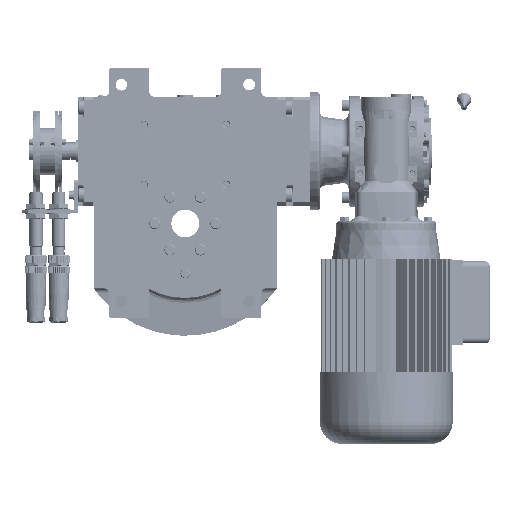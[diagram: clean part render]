
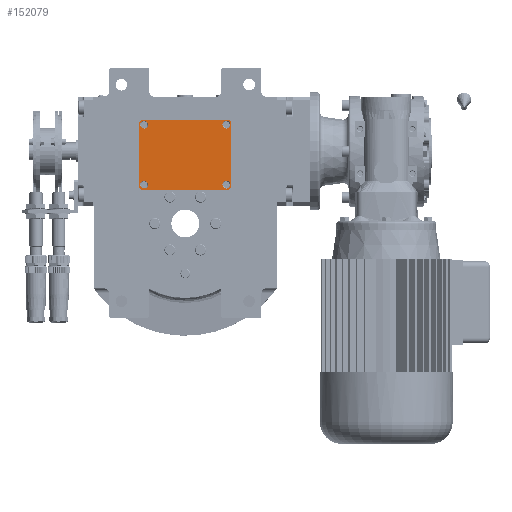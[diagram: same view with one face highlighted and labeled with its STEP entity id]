
A CAD part, front view. The second image highlights one B-rep face of the part: STEP entity #152079.
In plain terms, the highlighted face is planar.
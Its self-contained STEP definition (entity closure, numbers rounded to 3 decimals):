
#609 = FACE_BOUND ( 'NONE', #122082, .T. ) ;
#675 = VERTEX_POINT ( 'NONE', #91104 ) ;
#2228 = LINE ( 'NONE', #152915, #119643 ) ;
#2229 = EDGE_CURVE ( 'NONE', #22505, #87173, #70357, .T. ) ;
#2491 = EDGE_LOOP ( 'NONE', ( #13838, #123815 ) ) ;
#2672 = LINE ( 'NONE', #163103, #124174 ) ;
#3371 = EDGE_CURVE ( 'NONE', #675, #4197, #2672, .T. ) ;
#3724 = LINE ( 'NONE', #99758, #108491 ) ;
#4028 = CARTESIAN_POINT ( 'NONE',  ( -37., 27., 3. ) ) ;
#4144 = ORIENTED_EDGE ( 'NONE', *, *, #13720, .F. ) ;
#4197 = VERTEX_POINT ( 'NONE', #91829 ) ;
#9512 = EDGE_CURVE ( 'NONE', #165771, #156486, #172524, .T. ) ;
#9754 = CIRCLE ( 'NONE', #108266, 3.5 ) ;
#10785 = AXIS2_PLACEMENT_3D ( 'NONE', #162746, #133706, #42042 ) ;
#10933 = VERTEX_POINT ( 'NONE', #145573 ) ;
#11396 = CARTESIAN_POINT ( 'NONE',  ( 39.5, 31.5, 3. ) ) ;
#11523 = VECTOR ( 'NONE', #47592, 1000. ) ;
#12301 = DIRECTION ( 'NONE',  ( 0., 0., 1. ) ) ;
#13462 = ORIENTED_EDGE ( 'NONE', *, *, #59661, .T. ) ;
#13720 = EDGE_CURVE ( 'NONE', #10933, #20317, #99823, .T. ) ;
#13838 = ORIENTED_EDGE ( 'NONE', *, *, #9512, .F. ) ;
#16075 = DIRECTION ( 'NONE',  ( -1., 0., 0. ) ) ;
#18781 = VERTEX_POINT ( 'NONE', #20936 ) ;
#19501 = CARTESIAN_POINT ( 'NONE',  ( -40.5, 27., 3. ) ) ;
#20205 = AXIS2_PLACEMENT_3D ( 'NONE', #4028, #163597, #81660 ) ;
#20317 = VERTEX_POINT ( 'NONE', #72736 ) ;
#20608 = AXIS2_PLACEMENT_3D ( 'NONE', #32392, #72933, #167196 ) ;
#20840 = EDGE_CURVE ( 'NONE', #20317, #10933, #53438, .T. ) ;
#20936 = CARTESIAN_POINT ( 'NONE',  ( 39.5, 31.5, 3. ) ) ;
#22122 = EDGE_CURVE ( 'NONE', #82842, #101544, #44971, .T. ) ;
#22505 = VERTEX_POINT ( 'NONE', #142528 ) ;
#23773 = LINE ( 'NONE', #11396, #135059 ) ;
#26976 = ORIENTED_EDGE ( 'NONE', *, *, #115037, .T. ) ;
#27408 = CARTESIAN_POINT ( 'NONE',  ( -39.5, 31.5, 3. ) ) ;
#29157 = DIRECTION ( 'NONE',  ( 0., -1., 0. ) ) ;
#32392 = CARTESIAN_POINT ( 'NONE',  ( 37., -27., 3. ) ) ;
#32739 = ORIENTED_EDGE ( 'NONE', *, *, #168162, .T. ) ;
#32985 = DIRECTION ( 'NONE',  ( 0.707, -0.707, 0. ) ) ;
#33671 = VERTEX_POINT ( 'NONE', #19501 ) ;
#36143 = CARTESIAN_POINT ( 'NONE',  ( -37., 27., 3. ) ) ;
#37921 = AXIS2_PLACEMENT_3D ( 'NONE', #81769, #54481, #111690 ) ;
#38044 = DIRECTION ( 'NONE',  ( 1., 0., 0. ) ) ;
#39149 = EDGE_CURVE ( 'NONE', #18781, #131625, #23773, .T. ) ;
#39921 = CARTESIAN_POINT ( 'NONE',  ( 37., -27., 3. ) ) ;
#40639 = EDGE_CURVE ( 'NONE', #159387, #33671, #107527, .T. ) ;
#41174 = FACE_BOUND ( 'NONE', #88924, .T. ) ;
#41588 = DIRECTION ( 'NONE',  ( 0., 0., 1. ) ) ;
#42042 = DIRECTION ( 'NONE',  ( 1., 0., 0. ) ) ;
#42231 = ORIENTED_EDGE ( 'NONE', *, *, #96306, .T. ) ;
#42912 = FACE_OUTER_BOUND ( 'NONE', #137662, .T. ) ;
#44971 = LINE ( 'NONE', #99559, #11523 ) ;
#47592 = DIRECTION ( 'NONE',  ( 1., 0., 0. ) ) ;
#48395 = CARTESIAN_POINT ( 'NONE',  ( 40.5, -27., 3. ) ) ;
#52015 = EDGE_CURVE ( 'NONE', #4197, #82842, #126381, .T. ) ;
#53438 = CIRCLE ( 'NONE', #104020, 3.5 ) ;
#54481 = DIRECTION ( 'NONE',  ( 0., 0., 1. ) ) ;
#54487 = ORIENTED_EDGE ( 'NONE', *, *, #20840, .F. ) ;
#55049 = EDGE_LOOP ( 'NONE', ( #107726, #139875 ) ) ;
#55255 = FACE_BOUND ( 'NONE', #55049, .T. ) ;
#55664 = CARTESIAN_POINT ( 'NONE',  ( 37., 27., 3. ) ) ;
#55866 = EDGE_CURVE ( 'NONE', #156486, #165771, #9754, .T. ) ;
#56351 = ORIENTED_EDGE ( 'NONE', *, *, #52015, .T. ) ;
#59661 = EDGE_CURVE ( 'NONE', #131625, #675, #148137, .T. ) ;
#62603 = CARTESIAN_POINT ( 'NONE',  ( 37., 27., 3. ) ) ;
#63297 = VERTEX_POINT ( 'NONE', #144777 ) ;
#65994 = EDGE_CURVE ( 'NONE', #33671, #159387, #122203, .T. ) ;
#66134 = AXIS2_PLACEMENT_3D ( 'NONE', #62603, #170090, #156901 ) ;
#66201 = CARTESIAN_POINT ( 'NONE',  ( -37., -27., 3. ) ) ;
#66992 = ORIENTED_EDGE ( 'NONE', *, *, #65994, .F. ) ;
#67954 = CARTESIAN_POINT ( 'NONE',  ( 41.5, 29.5, 3. ) ) ;
#70357 = CIRCLE ( 'NONE', #76049, 3.5 ) ;
#72736 = CARTESIAN_POINT ( 'NONE',  ( 40.5, 27., 3. ) ) ;
#72933 = DIRECTION ( 'NONE',  ( 0., 0., 1. ) ) ;
#75793 = DIRECTION ( 'NONE',  ( -0.707, 0.707, 0. ) ) ;
#76049 = AXIS2_PLACEMENT_3D ( 'NONE', #66201, #118226, #38044 ) ;
#79279 = DIRECTION ( 'NONE',  ( -1., 0., 0. ) ) ;
#81140 = DIRECTION ( 'NONE',  ( -0.707, -0.707, 0. ) ) ;
#81660 = DIRECTION ( 'NONE',  ( 1., 0., 0. ) ) ;
#81769 = CARTESIAN_POINT ( 'NONE',  ( -37., -27., 3. ) ) ;
#82243 = VECTOR ( 'NONE', #32985, 1000. ) ;
#82842 = VERTEX_POINT ( 'NONE', #152973 ) ;
#87173 = VERTEX_POINT ( 'NONE', #110524 ) ;
#88924 = EDGE_LOOP ( 'NONE', ( #133399, #66992 ) ) ;
#91104 = CARTESIAN_POINT ( 'NONE',  ( -41.5, 29.5, 3. ) ) ;
#91829 = CARTESIAN_POINT ( 'NONE',  ( -41.5, -29.5, 3. ) ) ;
#94897 = FACE_BOUND ( 'NONE', #2491, .T. ) ;
#96306 = EDGE_CURVE ( 'NONE', #169241, #18781, #142767, .T. ) ;
#99559 = CARTESIAN_POINT ( 'NONE',  ( -39.5, -31.5, 3. ) ) ;
#99758 = CARTESIAN_POINT ( 'NONE',  ( 41.5, -29.5, 3. ) ) ;
#99823 = CIRCLE ( 'NONE', #66134, 3.5 ) ;
#101544 = VERTEX_POINT ( 'NONE', #155263 ) ;
#104020 = AXIS2_PLACEMENT_3D ( 'NONE', #55664, #41588, #109409 ) ;
#107527 = CIRCLE ( 'NONE', #20205, 3.5 ) ;
#107726 = ORIENTED_EDGE ( 'NONE', *, *, #2229, .F. ) ;
#108142 = PLANE ( 'NONE',  #10785 ) ;
#108266 = AXIS2_PLACEMENT_3D ( 'NONE', #39921, #135049, #16075 ) ;
#108491 = VECTOR ( 'NONE', #127057, 1000. ) ;
#109409 = DIRECTION ( 'NONE',  ( 1., 0., 0. ) ) ;
#110524 = CARTESIAN_POINT ( 'NONE',  ( -40.5, -27., 3. ) ) ;
#110848 = CARTESIAN_POINT ( 'NONE',  ( -39.5, 31.5, 3. ) ) ;
#111182 = CARTESIAN_POINT ( 'NONE',  ( 33.5, -27., 3. ) ) ;
#111690 = DIRECTION ( 'NONE',  ( -1., 0., 0. ) ) ;
#112626 = ORIENTED_EDGE ( 'NONE', *, *, #22122, .T. ) ;
#115037 = EDGE_CURVE ( 'NONE', #101544, #63297, #2228, .T. ) ;
#118226 = DIRECTION ( 'NONE',  ( 0., 0., 1. ) ) ;
#119643 = VECTOR ( 'NONE', #163519, 1000. ) ;
#122082 = EDGE_LOOP ( 'NONE', ( #54487, #4144 ) ) ;
#122203 = CIRCLE ( 'NONE', #150286, 3.5 ) ;
#123314 = VECTOR ( 'NONE', #81140, 1000. ) ;
#123815 = ORIENTED_EDGE ( 'NONE', *, *, #55866, .F. ) ;
#124174 = VECTOR ( 'NONE', #29157, 1000. ) ;
#126381 = LINE ( 'NONE', #153745, #82243 ) ;
#127057 = DIRECTION ( 'NONE',  ( 0., 1., 0. ) ) ;
#131625 = VERTEX_POINT ( 'NONE', #110848 ) ;
#133399 = ORIENTED_EDGE ( 'NONE', *, *, #40639, .F. ) ;
#133706 = DIRECTION ( 'NONE',  ( 0., 0., 1. ) ) ;
#135049 = DIRECTION ( 'NONE',  ( 0., 0., 1. ) ) ;
#135059 = VECTOR ( 'NONE', #147982, 1000. ) ;
#137662 = EDGE_LOOP ( 'NONE', ( #32739, #42231, #139373, #13462, #162001, #56351, #112626, #26976 ) ) ;
#139373 = ORIENTED_EDGE ( 'NONE', *, *, #39149, .T. ) ;
#139875 = ORIENTED_EDGE ( 'NONE', *, *, #167165, .F. ) ;
#142528 = CARTESIAN_POINT ( 'NONE',  ( -33.5, -27., 3. ) ) ;
#142767 = LINE ( 'NONE', #146268, #174056 ) ;
#144777 = CARTESIAN_POINT ( 'NONE',  ( 41.5, -29.5, 3. ) ) ;
#144861 = CIRCLE ( 'NONE', #37921, 3.5 ) ;
#145573 = CARTESIAN_POINT ( 'NONE',  ( 33.5, 27., 3. ) ) ;
#146268 = CARTESIAN_POINT ( 'NONE',  ( 41.5, 29.5, 3. ) ) ;
#147982 = DIRECTION ( 'NONE',  ( -1., 0., 0. ) ) ;
#148137 = LINE ( 'NONE', #27408, #123314 ) ;
#150286 = AXIS2_PLACEMENT_3D ( 'NONE', #36143, #12301, #79279 ) ;
#152079 = ADVANCED_FACE ( 'NONE', ( #42912, #609, #41174, #94897, #55255 ), #108142, .T. ) ;
#152915 = CARTESIAN_POINT ( 'NONE',  ( 39.5, -31.5, 3. ) ) ;
#152973 = CARTESIAN_POINT ( 'NONE',  ( -39.5, -31.5, 3. ) ) ;
#153745 = CARTESIAN_POINT ( 'NONE',  ( -41.5, -29.5, 3. ) ) ;
#155263 = CARTESIAN_POINT ( 'NONE',  ( 39.5, -31.5, 3. ) ) ;
#156486 = VERTEX_POINT ( 'NONE', #111182 ) ;
#156901 = DIRECTION ( 'NONE',  ( -1., 0., 0. ) ) ;
#159387 = VERTEX_POINT ( 'NONE', #164798 ) ;
#162001 = ORIENTED_EDGE ( 'NONE', *, *, #3371, .T. ) ;
#162746 = CARTESIAN_POINT ( 'NONE',  ( 0., 0., 3. ) ) ;
#163103 = CARTESIAN_POINT ( 'NONE',  ( -41.5, 29.5, 3. ) ) ;
#163519 = DIRECTION ( 'NONE',  ( 0.707, 0.707, 0. ) ) ;
#163597 = DIRECTION ( 'NONE',  ( 0., 0., 1. ) ) ;
#164798 = CARTESIAN_POINT ( 'NONE',  ( -33.5, 27., 3. ) ) ;
#165771 = VERTEX_POINT ( 'NONE', #48395 ) ;
#167165 = EDGE_CURVE ( 'NONE', #87173, #22505, #144861, .T. ) ;
#167196 = DIRECTION ( 'NONE',  ( 1., 0., 0. ) ) ;
#168162 = EDGE_CURVE ( 'NONE', #63297, #169241, #3724, .T. ) ;
#169241 = VERTEX_POINT ( 'NONE', #67954 ) ;
#170090 = DIRECTION ( 'NONE',  ( 0., 0., 1. ) ) ;
#172524 = CIRCLE ( 'NONE', #20608, 3.5 ) ;
#174056 = VECTOR ( 'NONE', #75793, 1000. ) ;
